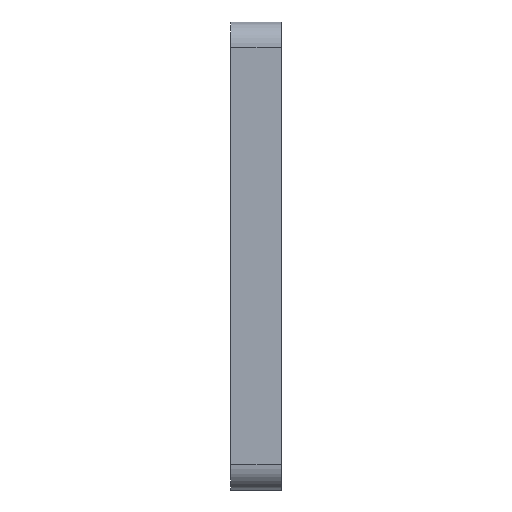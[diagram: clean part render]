
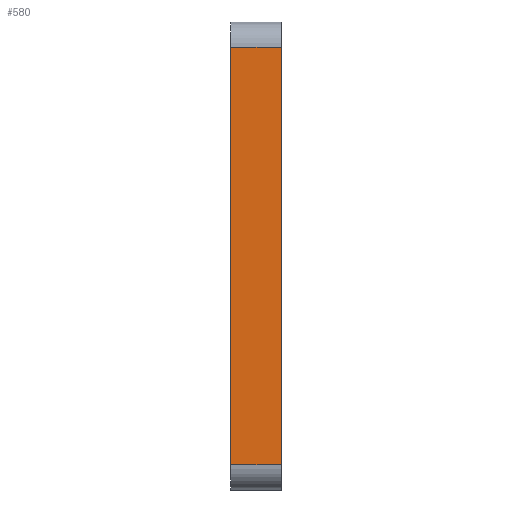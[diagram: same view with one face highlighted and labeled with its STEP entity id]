
A CAD part, left-side view. The second image highlights one B-rep face of the part: STEP entity #580.
In plain terms, the highlighted planar face has unit normal (-1, 0, 0).
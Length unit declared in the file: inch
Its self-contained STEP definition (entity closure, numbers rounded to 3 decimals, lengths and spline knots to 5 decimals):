
#58 = DIRECTION ( 'NONE',  ( 0., 0., 1. ) ) ;
#93 = CARTESIAN_POINT ( 'NONE',  ( 0., 0.25, 0. ) ) ;
#138 = VERTEX_POINT ( 'NONE', #906 ) ;
#147 = CARTESIAN_POINT ( 'NONE',  ( 0., 0.25, -2.214 ) ) ;
#291 = ORIENTED_EDGE ( 'NONE', *, *, #862, .T. ) ;
#425 = EDGE_LOOP ( 'NONE', ( #1259, #847, #467, #291 ) ) ;
#467 = ORIENTED_EDGE ( 'NONE', *, *, #1258, .T. ) ;
#558 = DIRECTION ( 'NONE',  ( 1., 0., 0. ) ) ;
#580 = ADVANCED_FACE ( 'NONE', ( #1630 ), #1307, .F. ) ;
#600 = DIRECTION ( 'NONE',  ( 0., 1., 0. ) ) ;
#605 = CARTESIAN_POINT ( 'NONE',  ( 0., 0.25, -0.125 ) ) ;
#707 = VECTOR ( 'NONE', #58, 39.37008 ) ;
#723 = DIRECTION ( 'NONE',  ( 0., 0., 1. ) ) ;
#783 = VERTEX_POINT ( 'NONE', #1387 ) ;
#817 = CARTESIAN_POINT ( 'NONE',  ( 0., 0.25, 0. ) ) ;
#835 = LINE ( 'NONE', #1463, #707 ) ;
#847 = ORIENTED_EDGE ( 'NONE', *, *, #1090, .T. ) ;
#862 = EDGE_CURVE ( 'NONE', #783, #1128, #1617, .T. ) ;
#906 = CARTESIAN_POINT ( 'NONE',  ( 0., 0., -2.214 ) ) ;
#925 = VERTEX_POINT ( 'NONE', #1363 ) ;
#1003 = DIRECTION ( 'NONE',  ( 0., -1., 0. ) ) ;
#1090 = EDGE_CURVE ( 'NONE', #925, #138, #1294, .T. ) ;
#1128 = VERTEX_POINT ( 'NONE', #1524 ) ;
#1160 = AXIS2_PLACEMENT_3D ( 'NONE', #817, #558, #1436 ) ;
#1258 = EDGE_CURVE ( 'NONE', #138, #783, #835, .T. ) ;
#1259 = ORIENTED_EDGE ( 'NONE', *, *, #1378, .F. ) ;
#1294 = LINE ( 'NONE', #147, #1589 ) ;
#1307 = PLANE ( 'NONE',  #1160 ) ;
#1363 = CARTESIAN_POINT ( 'NONE',  ( 0., 0.25, -2.214 ) ) ;
#1378 = EDGE_CURVE ( 'NONE', #925, #1128, #1580, .T. ) ;
#1387 = CARTESIAN_POINT ( 'NONE',  ( 0., 0., -0.125 ) ) ;
#1436 = DIRECTION ( 'NONE',  ( 0., 0., -1. ) ) ;
#1463 = CARTESIAN_POINT ( 'NONE',  ( 0., 0., 0. ) ) ;
#1524 = CARTESIAN_POINT ( 'NONE',  ( 0., 0.25, -0.125 ) ) ;
#1580 = LINE ( 'NONE', #93, #1603 ) ;
#1589 = VECTOR ( 'NONE', #1003, 39.37008 ) ;
#1603 = VECTOR ( 'NONE', #723, 39.37008 ) ;
#1617 = LINE ( 'NONE', #605, #1619 ) ;
#1619 = VECTOR ( 'NONE', #600, 39.37008 ) ;
#1630 = FACE_OUTER_BOUND ( 'NONE', #425, .T. ) ;
